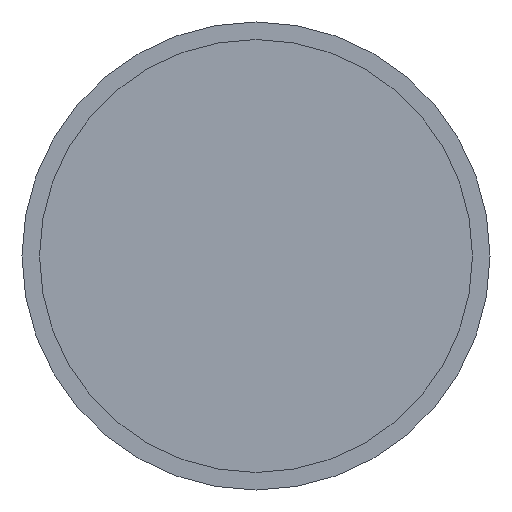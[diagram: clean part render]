
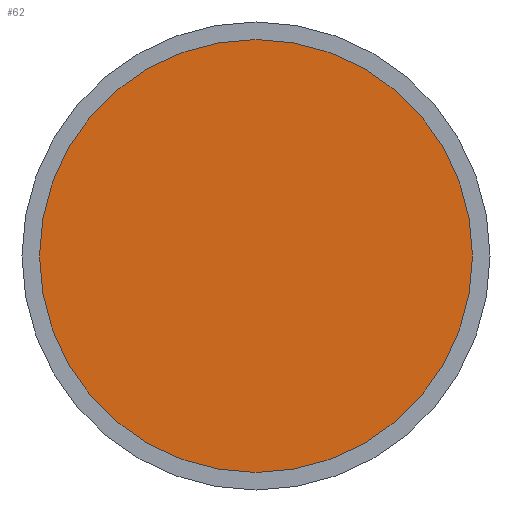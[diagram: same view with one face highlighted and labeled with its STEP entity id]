
A CAD part, front view. The second image highlights one B-rep face of the part: STEP entity #62.
In plain terms, the highlighted planar face has unit normal (0, -1, 0).
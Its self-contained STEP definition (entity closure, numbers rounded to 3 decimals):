
#62 = ADVANCED_FACE( '', ( #137 ), #138, .F. );
#137 = FACE_OUTER_BOUND( '', #258, .T. );
#138 = PLANE( '', #259 );
#258 = EDGE_LOOP( '', ( #355 ) );
#259 = AXIS2_PLACEMENT_3D( '', #356, #357, #358 );
#355 = ORIENTED_EDGE( '', *, *, #480, .T. );
#356 = CARTESIAN_POINT( '', ( 46.25, -3., 0. ) );
#357 = DIRECTION( '', ( 0., 1., 0. ) );
#358 = DIRECTION( '', ( 0., 0., 1. ) );
#480 = EDGE_CURVE( '', #548, #548, #549, .T. );
#548 = VERTEX_POINT( '', #632 );
#549 = CIRCLE( '', #633, 46.25 );
#632 = CARTESIAN_POINT( '', ( 0., -3., -46.25 ) );
#633 = AXIS2_PLACEMENT_3D( '', #723, #724, #725 );
#723 = CARTESIAN_POINT( '', ( 0., -3., 0. ) );
#724 = DIRECTION( '', ( 0., -1., 0. ) );
#725 = DIRECTION( '', ( 0., 0., -1. ) );
